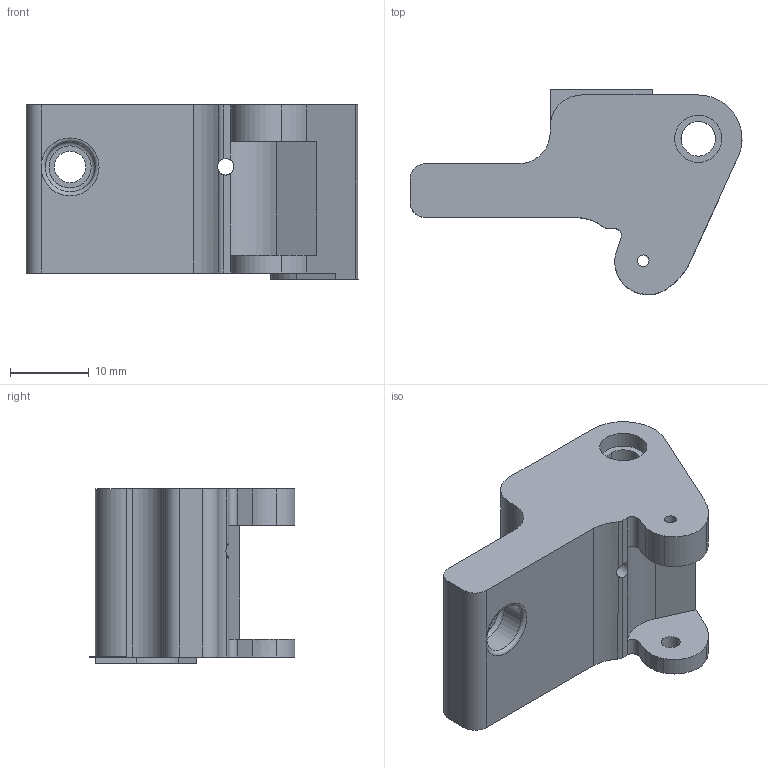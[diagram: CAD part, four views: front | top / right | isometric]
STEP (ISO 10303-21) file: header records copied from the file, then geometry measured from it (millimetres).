
FILE_DESCRIPTION(/* description */ (''),/* implementation_level */ '2;1');
FILE_NAME(/* name */ 'Printrbot Gear Head v4 Extruder Idler Arm printable.step',/* time_stamp */ '2024-08-27T08:53:45-07:00',/* author */ (''),/* organization */ (''),/* preprocessor_version */ 'ST-DEVELOPER v20',/* originating_system */ 'Autodesk Translation Framework v12.14.0.127',/* authorisation */ '');
FILE_SCHEMA (('AUTOMOTIVE_DESIGN { 1 0 10303 214 3 1 1 }'));
Length unit declared in the file: millimetre
Products named in the file (1): Printrbot Gear Head v4 Extruder Idler Arm (1)
Bounding box: 42.16 x 26.12 x 22.11 mm (x, y, z)
Volume: 10373 mm3; surface area: 4246.4 mm2
Topology: 1 solids, 1 shells, 59 faces, 164 edges, 109 vertices
Faces by surface type: cylinder 26, plane 25, bspline 4, cone 2, torus 2
Full cylindrical faces by diameter (mm): 1.5 x1, 2.08 x1, 2.4 x1, 2.7 x1, 4 x1, 4.5 x1, 5.1 x1, 6 x1, 6.35 x1
Entity records: 2187 total; most frequent: CARTESIAN_POINT 595, ORIENTED_EDGE 328, DIRECTION 323, EDGE_CURVE 164, AXIS2_PLACEMENT_3D 119, VERTEX_POINT 109, LINE 85, VECTOR 85
